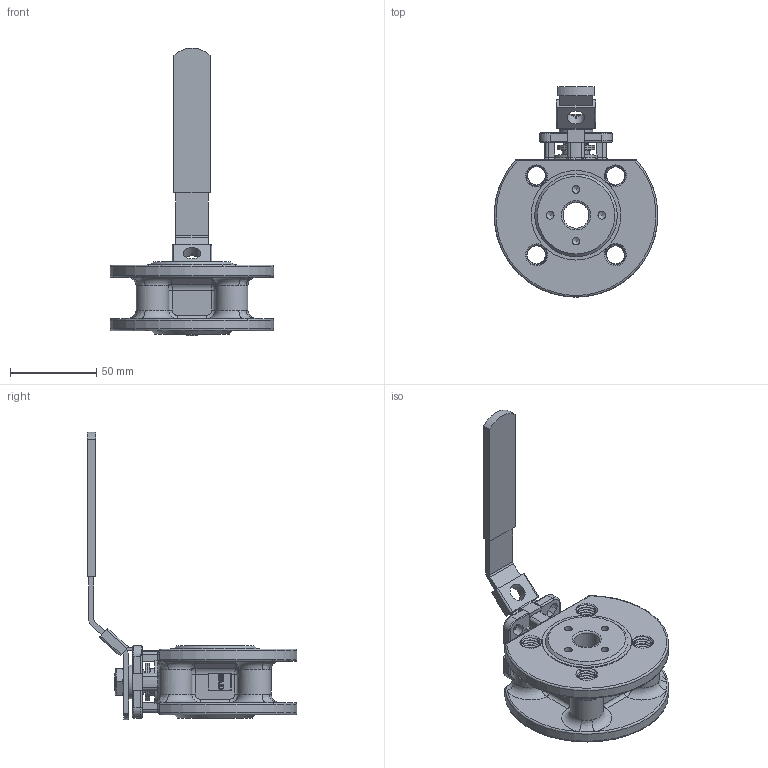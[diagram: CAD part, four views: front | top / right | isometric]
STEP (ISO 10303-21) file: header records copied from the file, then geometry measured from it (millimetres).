
FILE_DESCRIPTION(/* description */ ('Unknown'),/* implementation_level */ '2;1');
FILE_NAME(/* name */ '932-04',/* time_stamp */ '2022-02-17T08:17:15+01:00',/* author */ ('Unknown'),/* organization */ ('Unknown'),/* preprocessor_version */ 'ST-DEVELOPER v16.7',/* originating_system */ 'Solid Edge',/* authorisation */ 'Unknown');
FILE_SCHEMA (('AUTOMOTIVE_DESIGN {1 0 10303 214 3 1 1}'));
Products named in the file (1): KV-L7N DN15
Bounding box: 94.97 x 121.77 x 166.9 mm (x, y, z)
Volume: 180199.7 mm3; surface area: 54848.1 mm2
Topology: 1 solids, 1 shells, 710 faces, 2178 edges, 1454 vertices
Faces by surface type: plane 288, cylinder 173, bspline 158, torus 48, cone 35, sphere 8
Full cylindrical faces by diameter (mm): 4.5 x4, 10 x1, 15 x1, 15.5 x1, 19.732 x1, 22 x2, 26 x1, 52 x1
Entity records: 56711 total; most frequent: CARTESIAN_POINT 39595, ORIENTED_EDGE 4200, DIRECTION 2762, EDGE_CURVE 2100, VERTEX_POINT 1448, AXIS2_PLACEMENT_3D 921, LINE 920, VECTOR 920
